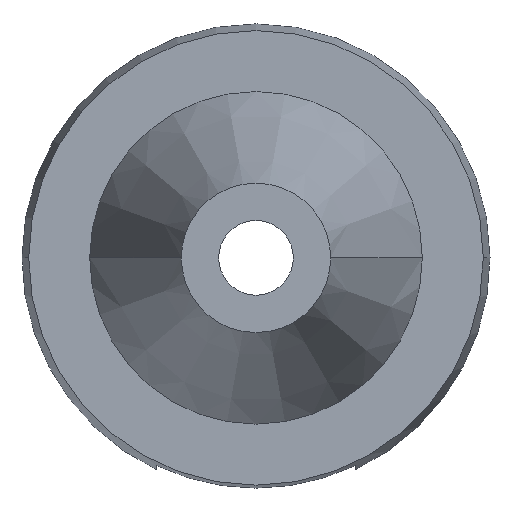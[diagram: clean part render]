
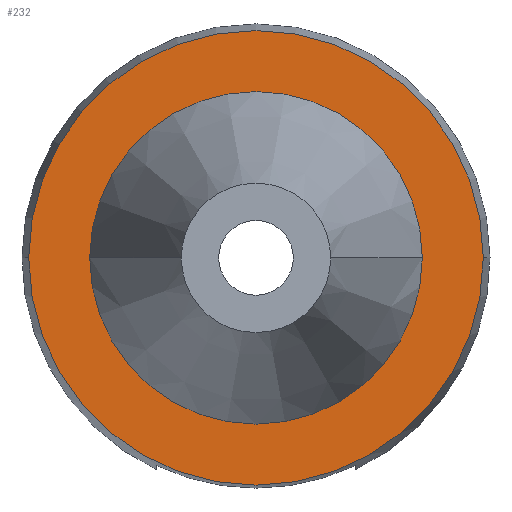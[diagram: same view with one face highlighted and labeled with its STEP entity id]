
A CAD part, front view. The second image highlights one B-rep face of the part: STEP entity #232.
In plain terms, the highlighted planar face has unit normal (0, -1, 0).
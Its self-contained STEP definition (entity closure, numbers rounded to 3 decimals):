
#5 = AXIS2_PLACEMENT_3D ( 'NONE', #206, #366, #101 ) ;
#7 = CIRCLE ( 'NONE', #511, 36.521 ) ;
#22 = VERTEX_POINT ( 'NONE', #163 ) ;
#40 = EDGE_CURVE ( 'NONE', #22, #85, #7, .T. ) ;
#57 = EDGE_CURVE ( 'NONE', #669, #629, #484, .T. ) ;
#68 = DIRECTION ( 'NONE',  ( -1., 0., 0. ) ) ;
#85 = VERTEX_POINT ( 'NONE', #273 ) ;
#101 = DIRECTION ( 'NONE',  ( -1., 0., 0. ) ) ;
#115 = DIRECTION ( 'NONE',  ( 0., 1., 0. ) ) ;
#133 = AXIS2_PLACEMENT_3D ( 'NONE', #374, #226, #691 ) ;
#158 = AXIS2_PLACEMENT_3D ( 'NONE', #545, #292, #504 ) ;
#163 = CARTESIAN_POINT ( 'NONE',  ( 36.521, 46., 0. ) ) ;
#173 = ORIENTED_EDGE ( 'NONE', *, *, #501, .F. ) ;
#179 = ORIENTED_EDGE ( 'NONE', *, *, #40, .F. ) ;
#206 = CARTESIAN_POINT ( 'NONE',  ( 0., 46., 0. ) ) ;
#226 = DIRECTION ( 'NONE',  ( 0., 1., 0. ) ) ;
#232 = ADVANCED_FACE ( 'NONE', ( #499, #235 ), #663, .T. ) ;
#235 = FACE_OUTER_BOUND ( 'NONE', #291, .T. ) ;
#273 = CARTESIAN_POINT ( 'NONE',  ( -36.521, 46., 0. ) ) ;
#286 = ORIENTED_EDGE ( 'NONE', *, *, #57, .T. ) ;
#291 = EDGE_LOOP ( 'NONE', ( #173, #179 ) ) ;
#292 = DIRECTION ( 'NONE',  ( 0., -1., 0. ) ) ;
#297 = EDGE_LOOP ( 'NONE', ( #469, #286 ) ) ;
#310 = CARTESIAN_POINT ( 'NONE',  ( 0., 46., 0. ) ) ;
#366 = DIRECTION ( 'NONE',  ( 0., 1., 0. ) ) ;
#371 = CARTESIAN_POINT ( 'NONE',  ( 26.72, 46., 0. ) ) ;
#374 = CARTESIAN_POINT ( 'NONE',  ( 0., 46., 0. ) ) ;
#398 = CIRCLE ( 'NONE', #428, 36.521 ) ;
#428 = AXIS2_PLACEMENT_3D ( 'NONE', #310, #517, #620 ) ;
#469 = ORIENTED_EDGE ( 'NONE', *, *, #478, .T. ) ;
#478 = EDGE_CURVE ( 'NONE', #629, #669, #665, .T. ) ;
#484 = CIRCLE ( 'NONE', #133, 26.72 ) ;
#499 = FACE_BOUND ( 'NONE', #297, .T. ) ;
#501 = EDGE_CURVE ( 'NONE', #85, #22, #398, .T. ) ;
#504 = DIRECTION ( 'NONE',  ( 1., 0., 0. ) ) ;
#511 = AXIS2_PLACEMENT_3D ( 'NONE', #591, #115, #68 ) ;
#517 = DIRECTION ( 'NONE',  ( 0., 1., 0. ) ) ;
#545 = CARTESIAN_POINT ( 'NONE',  ( 0., 46., 0. ) ) ;
#591 = CARTESIAN_POINT ( 'NONE',  ( 0., 46., 0. ) ) ;
#594 = CARTESIAN_POINT ( 'NONE',  ( -26.72, 46., 0. ) ) ;
#620 = DIRECTION ( 'NONE',  ( -1., 0., 0. ) ) ;
#629 = VERTEX_POINT ( 'NONE', #594 ) ;
#663 = PLANE ( 'NONE',  #158 ) ;
#665 = CIRCLE ( 'NONE', #5, 26.72 ) ;
#669 = VERTEX_POINT ( 'NONE', #371 ) ;
#691 = DIRECTION ( 'NONE',  ( -1., 0., 0. ) ) ;
